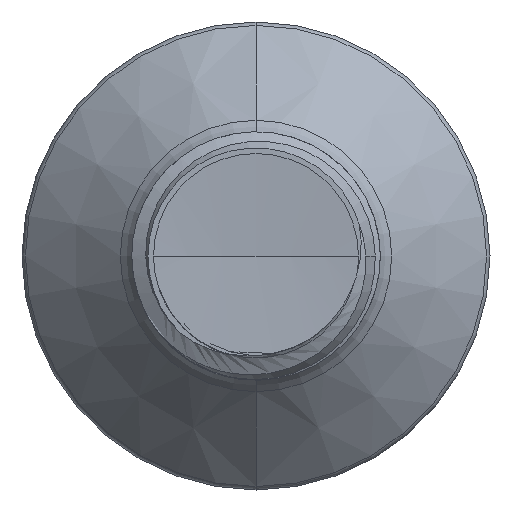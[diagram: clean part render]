
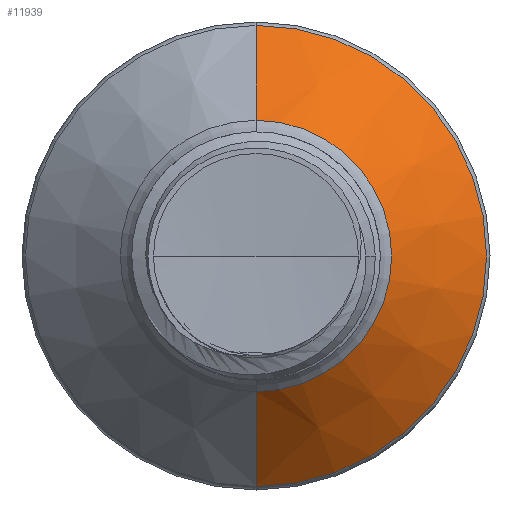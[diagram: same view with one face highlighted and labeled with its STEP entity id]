
A CAD part, front view. The second image highlights one B-rep face of the part: STEP entity #11939.
In plain terms, the highlighted conical face has half-angle 45 degrees and reference radius 3.276 mm.
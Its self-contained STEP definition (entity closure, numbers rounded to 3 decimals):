
#1509 = CARTESIAN_POINT ( 'NONE',  ( 0., 18.607, -3.276 ) ) ;
#2754 = AXIS2_PLACEMENT_3D ( 'NONE', #19886, #19879, #19846 ) ;
#3125 = CARTESIAN_POINT ( 'NONE',  ( 0., 18.607, 3.276 ) ) ;
#3665 = EDGE_LOOP ( 'NONE', ( #28748, #14734, #21127, #20747 ) ) ;
#4134 = EDGE_CURVE ( 'NONE', #29831, #23838, #23360, .T. ) ;
#4202 = EDGE_CURVE ( 'NONE', #23838, #18135, #7133, .T. ) ;
#4254 = EDGE_CURVE ( 'NONE', #23914, #18135, #22435, .T. ) ;
#4262 = EDGE_CURVE ( 'NONE', #29831, #23914, #6187, .T. ) ;
#6187 = LINE ( 'NONE', #30679, #13332 ) ;
#7133 = LINE ( 'NONE', #20345, #14270 ) ;
#11939 = ADVANCED_FACE ( 'NONE', ( #13739 ), #27705, .T. ) ;
#13025 = AXIS2_PLACEMENT_3D ( 'NONE', #19330, #19321, #19279 ) ;
#13332 = VECTOR ( 'NONE', #19458, 1000. ) ;
#13739 = FACE_OUTER_BOUND ( 'NONE', #3665, .T. ) ;
#14270 = VECTOR ( 'NONE', #20304, 1000. ) ;
#14734 = ORIENTED_EDGE ( 'NONE', *, *, #4202, .T. ) ;
#18135 = VERTEX_POINT ( 'NONE', #30357 ) ;
#18979 = DIRECTION ( 'NONE',  ( 0., 1., 0. ) ) ;
#19279 = DIRECTION ( 'NONE',  ( 0., 0., 1. ) ) ;
#19321 = DIRECTION ( 'NONE',  ( 0., 1., 0. ) ) ;
#19330 = CARTESIAN_POINT ( 'NONE',  ( 0., 20.899, 0. ) ) ;
#19458 = DIRECTION ( 'NONE',  ( 0., 0.707, 0.707 ) ) ;
#19846 = DIRECTION ( 'NONE',  ( 0., 0., 1. ) ) ;
#19879 = DIRECTION ( 'NONE',  ( 0., 1., 0. ) ) ;
#19886 = CARTESIAN_POINT ( 'NONE',  ( 0., 18.607, 0. ) ) ;
#20051 = CARTESIAN_POINT ( 'NONE',  ( 0., 20.899, 5.567 ) ) ;
#20304 = DIRECTION ( 'NONE',  ( 0., 0.707, -0.707 ) ) ;
#20345 = CARTESIAN_POINT ( 'NONE',  ( 0., 18.607, -3.276 ) ) ;
#20747 = ORIENTED_EDGE ( 'NONE', *, *, #4262, .F. ) ;
#21127 = ORIENTED_EDGE ( 'NONE', *, *, #4254, .F. ) ;
#22435 = CIRCLE ( 'NONE', #13025, 5.567 ) ;
#22916 = DIRECTION ( 'NONE',  ( 0., 0., 1. ) ) ;
#23360 = CIRCLE ( 'NONE', #2754, 3.276 ) ;
#23838 = VERTEX_POINT ( 'NONE', #1509 ) ;
#23914 = VERTEX_POINT ( 'NONE', #20051 ) ;
#24900 = CARTESIAN_POINT ( 'NONE',  ( 0., 18.607, 0. ) ) ;
#27705 = CONICAL_SURFACE ( 'NONE', #32164, 3.276, 0.785 ) ;
#28748 = ORIENTED_EDGE ( 'NONE', *, *, #4134, .T. ) ;
#29831 = VERTEX_POINT ( 'NONE', #3125 ) ;
#30357 = CARTESIAN_POINT ( 'NONE',  ( 0., 20.899, -5.567 ) ) ;
#30679 = CARTESIAN_POINT ( 'NONE',  ( 0., 18.607, 3.276 ) ) ;
#32164 = AXIS2_PLACEMENT_3D ( 'NONE', #24900, #18979, #22916 ) ;
